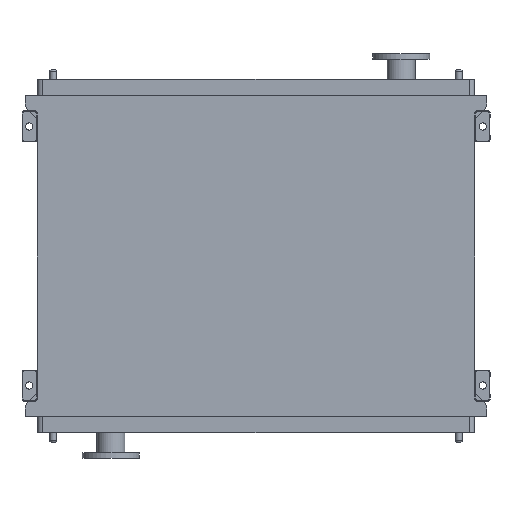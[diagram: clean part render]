
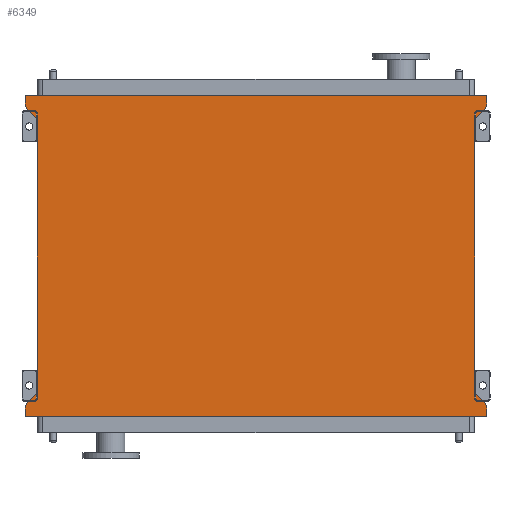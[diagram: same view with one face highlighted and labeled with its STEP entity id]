
A CAD part, front view. The second image highlights one B-rep face of the part: STEP entity #6349.
In plain terms, the highlighted planar face has unit normal (0, -1, 0).
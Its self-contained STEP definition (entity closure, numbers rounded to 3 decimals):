
#55 = EDGE_CURVE ( 'NONE', #17884, #2972, #13085, .T. ) ;
#62 = EDGE_CURVE ( 'NONE', #755, #13612, #16847, .T. ) ;
#97 = VERTEX_POINT ( 'NONE', #14857 ) ;
#164 = CARTESIAN_POINT ( 'NONE',  ( 891., 0., 53. ) ) ;
#362 = CARTESIAN_POINT ( 'NONE',  ( 845., 0., 0. ) ) ;
#475 = DIRECTION ( 'NONE',  ( 0., 0., 1. ) ) ;
#643 = ORIENTED_EDGE ( 'NONE', *, *, #10403, .F. ) ;
#667 = VECTOR ( 'NONE', #17094, 1000. ) ;
#746 = ORIENTED_EDGE ( 'NONE', *, *, #1796, .F. ) ;
#755 = VERTEX_POINT ( 'NONE', #6306 ) ;
#1002 = CARTESIAN_POINT ( 'NONE',  ( 891., 0., -1103. ) ) ;
#1632 = CARTESIAN_POINT ( 'NONE',  ( -845., 0., 0. ) ) ;
#1796 = EDGE_CURVE ( 'NONE', #2972, #97, #17008, .T. ) ;
#1803 = EDGE_CURVE ( 'NONE', #7457, #11978, #9475, .T. ) ;
#2096 = CARTESIAN_POINT ( 'NONE',  ( 891., 0., -1145. ) ) ;
#2166 = CARTESIAN_POINT ( 'NONE',  ( -891., 0., 53. ) ) ;
#2539 = ORIENTED_EDGE ( 'NONE', *, *, #1803, .F. ) ;
#2764 = ORIENTED_EDGE ( 'NONE', *, *, #7598, .F. ) ;
#2972 = VERTEX_POINT ( 'NONE', #12218 ) ;
#3215 = CARTESIAN_POINT ( 'NONE',  ( -845., 0., -1050. ) ) ;
#3520 = VECTOR ( 'NONE', #14205, 1000. ) ;
#3782 = FACE_OUTER_BOUND ( 'NONE', #12431, .T. ) ;
#3940 = CARTESIAN_POINT ( 'NONE',  ( -845., 0., -1050. ) ) ;
#4321 = CARTESIAN_POINT ( 'NONE',  ( -845., 0., -1050. ) ) ;
#4331 = CARTESIAN_POINT ( 'NONE',  ( 845., 0., -1050. ) ) ;
#4530 = VECTOR ( 'NONE', #18171, 1000. ) ;
#4636 = CARTESIAN_POINT ( 'NONE',  ( 891., 0., -1145. ) ) ;
#4837 = ORIENTED_EDGE ( 'NONE', *, *, #62, .F. ) ;
#4872 = DIRECTION ( 'NONE',  ( 0.655, 0., 0.755 ) ) ;
#5568 = VECTOR ( 'NONE', #6327, 1000. ) ;
#5666 = LINE ( 'NONE', #1002, #12276 ) ;
#5726 = DIRECTION ( 'NONE',  ( 0., -1., 0. ) ) ;
#5730 = VECTOR ( 'NONE', #10470, 1000. ) ;
#5807 = CARTESIAN_POINT ( 'NONE',  ( 891., 0., 95. ) ) ;
#5847 = VERTEX_POINT ( 'NONE', #362 ) ;
#6163 = AXIS2_PLACEMENT_3D ( 'NONE', #4321, #5726, #15610 ) ;
#6202 = CARTESIAN_POINT ( 'NONE',  ( 845., 0., -1050. ) ) ;
#6204 = VECTOR ( 'NONE', #475, 1000. ) ;
#6214 = CARTESIAN_POINT ( 'NONE',  ( 891., 0., 95. ) ) ;
#6276 = DIRECTION ( 'NONE',  ( 0.655, 0., -0.755 ) ) ;
#6306 = CARTESIAN_POINT ( 'NONE',  ( -891., 0., 53. ) ) ;
#6327 = DIRECTION ( 'NONE',  ( -1., 0., 0. ) ) ;
#6349 = ADVANCED_FACE ( 'NONE', ( #3782 ), #12764, .T. ) ;
#6352 = EDGE_CURVE ( 'NONE', #11978, #5847, #17932, .T. ) ;
#7216 = LINE ( 'NONE', #14734, #10519 ) ;
#7267 = LINE ( 'NONE', #4331, #3520 ) ;
#7457 = VERTEX_POINT ( 'NONE', #5807 ) ;
#7598 = EDGE_CURVE ( 'NONE', #12711, #15157, #7708, .T. ) ;
#7638 = CARTESIAN_POINT ( 'NONE',  ( -891., 0., -1145. ) ) ;
#7708 = LINE ( 'NONE', #16168, #11455 ) ;
#8033 = DIRECTION ( 'NONE',  ( 0., 0., -1. ) ) ;
#8121 = LINE ( 'NONE', #1632, #667 ) ;
#8263 = CARTESIAN_POINT ( 'NONE',  ( -891., 0., 95. ) ) ;
#8618 = VERTEX_POINT ( 'NONE', #17191 ) ;
#9149 = LINE ( 'NONE', #8263, #4530 ) ;
#9190 = EDGE_CURVE ( 'NONE', #97, #18195, #7216, .T. ) ;
#9475 = LINE ( 'NONE', #6214, #5730 ) ;
#9942 = ORIENTED_EDGE ( 'NONE', *, *, #9190, .F. ) ;
#9986 = DIRECTION ( 'NONE',  ( -0.655, 0., -0.755 ) ) ;
#10051 = ORIENTED_EDGE ( 'NONE', *, *, #16058, .T. ) ;
#10285 = ORIENTED_EDGE ( 'NONE', *, *, #6352, .F. ) ;
#10403 = EDGE_CURVE ( 'NONE', #13612, #7457, #9149, .T. ) ;
#10434 = ORIENTED_EDGE ( 'NONE', *, *, #55, .F. ) ;
#10470 = DIRECTION ( 'NONE',  ( 0., 0., -1. ) ) ;
#10519 = VECTOR ( 'NONE', #4872, 1000. ) ;
#10578 = CARTESIAN_POINT ( 'NONE',  ( 891., 0., -1103. ) ) ;
#11455 = VECTOR ( 'NONE', #6276, 1000. ) ;
#11978 = VERTEX_POINT ( 'NONE', #14765 ) ;
#12005 = DIRECTION ( 'NONE',  ( 0., 0., 1. ) ) ;
#12218 = CARTESIAN_POINT ( 'NONE',  ( -891., 0., -1145. ) ) ;
#12276 = VECTOR ( 'NONE', #8033, 1000. ) ;
#12431 = EDGE_LOOP ( 'NONE', ( #10051, #10285, #2539, #643, #4837, #14363, #16347, #9942, #746, #10434, #14865, #2764 ) ) ;
#12711 = VERTEX_POINT ( 'NONE', #6202 ) ;
#12764 = PLANE ( 'NONE',  #6163 ) ;
#13085 = LINE ( 'NONE', #2096, #5568 ) ;
#13612 = VERTEX_POINT ( 'NONE', #18054 ) ;
#14134 = VECTOR ( 'NONE', #17532, 1000. ) ;
#14205 = DIRECTION ( 'NONE',  ( 0., 0., 1. ) ) ;
#14363 = ORIENTED_EDGE ( 'NONE', *, *, #16582, .F. ) ;
#14394 = EDGE_CURVE ( 'NONE', #18195, #8618, #17497, .T. ) ;
#14593 = VECTOR ( 'NONE', #9986, 1000. ) ;
#14734 = CARTESIAN_POINT ( 'NONE',  ( -891., 0., -1103. ) ) ;
#14765 = CARTESIAN_POINT ( 'NONE',  ( 891., 0., 53. ) ) ;
#14857 = CARTESIAN_POINT ( 'NONE',  ( -891., 0., -1103. ) ) ;
#14865 = ORIENTED_EDGE ( 'NONE', *, *, #17537, .F. ) ;
#15157 = VERTEX_POINT ( 'NONE', #10578 ) ;
#15610 = DIRECTION ( 'NONE',  ( 0., 0., -1. ) ) ;
#16058 = EDGE_CURVE ( 'NONE', #12711, #5847, #7267, .T. ) ;
#16168 = CARTESIAN_POINT ( 'NONE',  ( 845., 0., -1050. ) ) ;
#16347 = ORIENTED_EDGE ( 'NONE', *, *, #14394, .F. ) ;
#16401 = VECTOR ( 'NONE', #12005, 1000. ) ;
#16582 = EDGE_CURVE ( 'NONE', #8618, #755, #8121, .T. ) ;
#16847 = LINE ( 'NONE', #2166, #16401 ) ;
#17008 = LINE ( 'NONE', #7638, #14134 ) ;
#17094 = DIRECTION ( 'NONE',  ( -0.655, 0., 0.755 ) ) ;
#17191 = CARTESIAN_POINT ( 'NONE',  ( -845., 0., 0. ) ) ;
#17497 = LINE ( 'NONE', #3215, #6204 ) ;
#17532 = DIRECTION ( 'NONE',  ( 0., 0., 1. ) ) ;
#17537 = EDGE_CURVE ( 'NONE', #15157, #17884, #5666, .T. ) ;
#17884 = VERTEX_POINT ( 'NONE', #4636 ) ;
#17932 = LINE ( 'NONE', #164, #14593 ) ;
#18054 = CARTESIAN_POINT ( 'NONE',  ( -891., 0., 95. ) ) ;
#18171 = DIRECTION ( 'NONE',  ( 1., 0., 0. ) ) ;
#18195 = VERTEX_POINT ( 'NONE', #3940 ) ;
